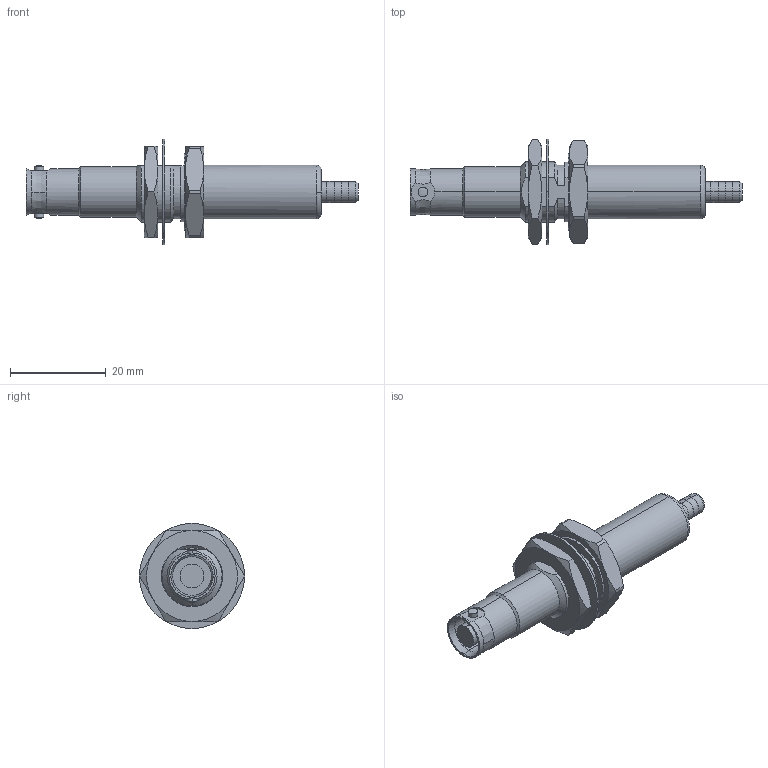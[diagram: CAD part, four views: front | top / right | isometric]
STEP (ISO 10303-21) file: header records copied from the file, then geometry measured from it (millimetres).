
FILE_DESCRIPTION (( 'STEP AP214' ), '1' );
FILE_NAME ('FMCN45837_3D.STEP', '2022-09-15T22:47:34', ( '' ), ( '' ), 'SwSTEP 2.0', 'SolidWorks 2021', '' );
FILE_SCHEMA (( 'AUTOMOTIVE_DESIGN' ));
Length unit declared in the file: inch
Products named in the file (5): 10KV8501-4; FMCN45837_3D; BNC8105-5; PE45837; N8105AS-7
Assembly tree (4 placements, depth 2):
  FMCN45837_3D
    PE45837
    BNC8105-5
    10KV8501-4
    N8105AS-7
Bounding box: 69.5 x 22 x 22 mm (x, y, z)
Volume: 6345.8 mm3; surface area: 5918.3 mm2
Topology: 4 solids, 4 shells, 182 faces, 439 edges, 277 vertices
Faces by surface type: cylinder 79, plane 59, cone 25, bspline 19
Entity records: 6054 total; most frequent: CARTESIAN_POINT 1617, DIRECTION 904, ORIENTED_EDGE 878, EDGE_CURVE 439, AXIS2_PLACEMENT_3D 363, VERTEX_POINT 277, EDGE_LOOP 200, CIRCLE 193
